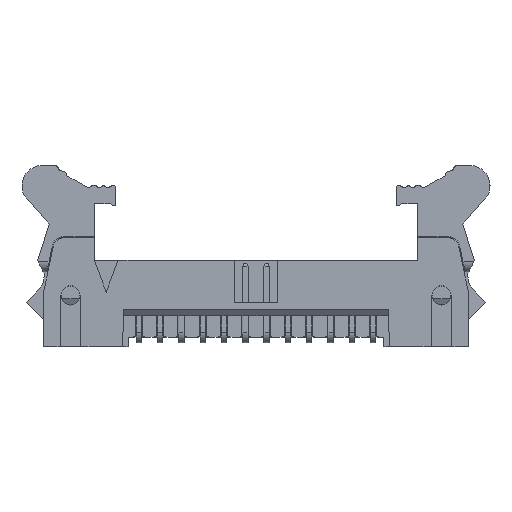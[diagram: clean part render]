
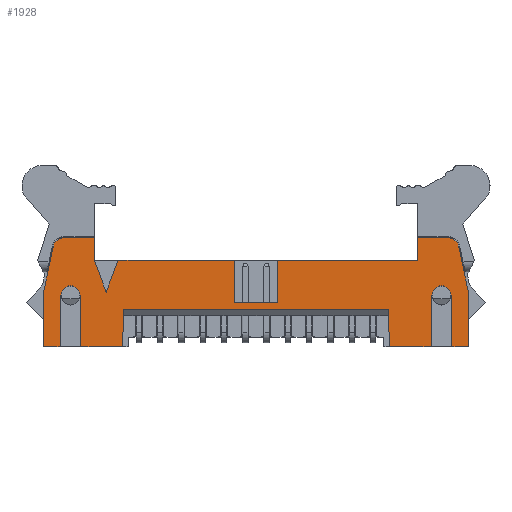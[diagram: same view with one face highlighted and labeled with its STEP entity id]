
A CAD part, front view. The second image highlights one B-rep face of the part: STEP entity #1928.
In plain terms, the highlighted planar face has unit normal (0, -1, 0).
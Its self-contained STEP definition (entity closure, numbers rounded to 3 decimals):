
#35=CARTESIAN_POINT('',(19.95,-2.975,0.));
#36=VERTEX_POINT('',#35);
#103=CARTESIAN_POINT('',(19.95,-2.975,5.));
#104=VERTEX_POINT('',#103);
#111=CARTESIAN_POINT('',(19.95,-2.975,5.));
#112=DIRECTION('',(0.,0.,-1.));
#113=VECTOR('',#112,5.);
#114=LINE('',#111,#113);
#115=EDGE_CURVE('',#104,#36,#114,.T.);
#181=CARTESIAN_POINT('',(15.15,-2.975,10.2));
#182=VERTEX_POINT('',#181);
#215=CARTESIAN_POINT('',(15.15,-2.975,8.1));
#216=VERTEX_POINT('',#215);
#223=CARTESIAN_POINT('',(15.15,-2.975,8.1));
#224=DIRECTION('',(0.,0.,1.));
#225=VECTOR('',#224,2.1);
#226=LINE('',#223,#225);
#227=EDGE_CURVE('',#216,#182,#226,.T.);
#412=CARTESIAN_POINT('',(12.5,-2.975,0.));
#413=VERTEX_POINT('',#412);
#420=CARTESIAN_POINT('',(12.439,-2.975,3.5));
#421=VERTEX_POINT('',#420);
#422=CARTESIAN_POINT('',(12.5,-2.975,0.));
#423=DIRECTION('',(-0.017,0.,1.));
#424=VECTOR('',#423,3.501);
#425=LINE('',#422,#424);
#426=EDGE_CURVE('',#413,#421,#425,.T.);
#540=CARTESIAN_POINT('',(16.5,-2.975,4.8));
#541=VERTEX_POINT('',#540);
#548=CARTESIAN_POINT('',(16.43,-2.975,0.));
#549=VERTEX_POINT('',#548);
#550=CARTESIAN_POINT('',(16.5,-2.975,4.8));
#551=DIRECTION('',(-0.015,0.,-1.));
#552=VECTOR('',#551,4.801);
#553=LINE('',#550,#552);
#554=EDGE_CURVE('',#541,#549,#553,.T.);
#610=CARTESIAN_POINT('',(18.37,-2.975,0.));
#611=VERTEX_POINT('',#610);
#618=CARTESIAN_POINT('',(18.3,-2.975,4.8));
#619=VERTEX_POINT('',#618);
#620=CARTESIAN_POINT('',(18.37,-2.975,0.));
#621=DIRECTION('',(-0.015,0.,1.));
#622=VECTOR('',#621,4.801);
#623=LINE('',#620,#622);
#624=EDGE_CURVE('',#611,#619,#623,.T.);
#649=CARTESIAN_POINT('',(19.95,-2.975,0.));
#650=DIRECTION('',(-1.,0.,0.));
#651=VECTOR('',#650,1.58);
#652=LINE('',#649,#651);
#653=EDGE_CURVE('',#36,#611,#652,.T.);
#658=CARTESIAN_POINT('',(16.43,-2.975,0.));
#659=DIRECTION('',(-1.,0.,0.));
#660=VECTOR('',#659,3.93);
#661=LINE('',#658,#660);
#662=EDGE_CURVE('',#549,#413,#661,.T.);
#894=CARTESIAN_POINT('',(19.013,-2.975,9.408));
#895=VERTEX_POINT('',#894);
#902=CARTESIAN_POINT('',(19.013,-2.975,9.408));
#903=DIRECTION('',(0.208,0.,-0.978));
#904=VECTOR('',#903,4.506);
#905=LINE('',#902,#904);
#906=EDGE_CURVE('',#895,#104,#905,.T.);
#957=CARTESIAN_POINT('',(17.4,-2.975,4.8));
#958=DIRECTION('',(1.,0.,0.));
#959=DIRECTION('',(0.,-1.,0.));
#960=AXIS2_PLACEMENT_3D('',#957,#959,#958);
#961=CIRCLE('',#960,0.9);
#962=EDGE_CURVE('',#619,#541,#961,.T.);
#1028=CARTESIAN_POINT('',(18.035,-2.975,10.2));
#1029=VERTEX_POINT('',#1028);
#1030=CARTESIAN_POINT('',(15.15,-2.975,10.2));
#1031=DIRECTION('',(1.,0.,0.));
#1032=VECTOR('',#1031,2.885);
#1033=LINE('',#1030,#1032);
#1034=EDGE_CURVE('',#182,#1029,#1033,.T.);
#1752=CARTESIAN_POINT('',(0.,-2.975,5.1));
#1753=DIRECTION('',(1.,0.,0.));
#1754=DIRECTION('',(0.,-1.,0.));
#1755=AXIS2_PLACEMENT_3D('',#1752,#1754,#1753);
#1756=PLANE('',#1755);
#1757=CARTESIAN_POINT('',(-19.95,-2.975,0.));
#1758=VERTEX_POINT('',#1757);
#1759=CARTESIAN_POINT('',(-18.37,-2.975,0.));
#1760=VERTEX_POINT('',#1759);
#1761=CARTESIAN_POINT('',(-19.95,-2.975,0.));
#1762=DIRECTION('',(1.,0.,0.));
#1763=VECTOR('',#1762,1.58);
#1764=LINE('',#1761,#1763);
#1765=EDGE_CURVE('',#1758,#1760,#1764,.T.);
#1766=ORIENTED_EDGE('',*,*,#1765,.T.);
#1767=CARTESIAN_POINT('',(-18.3,-2.975,4.8));
#1768=VERTEX_POINT('',#1767);
#1769=CARTESIAN_POINT('',(-18.37,-2.975,0.));
#1770=DIRECTION('',(0.015,0.,1.));
#1771=VECTOR('',#1770,4.801);
#1772=LINE('',#1769,#1771);
#1773=EDGE_CURVE('',#1760,#1768,#1772,.T.);
#1774=ORIENTED_EDGE('',*,*,#1773,.T.);
#1775=CARTESIAN_POINT('',(-16.5,-2.975,4.8));
#1776=VERTEX_POINT('',#1775);
#1777=CARTESIAN_POINT('',(-17.4,-2.975,4.8));
#1778=DIRECTION('',(-1.,0.,0.));
#1779=DIRECTION('',(0.,1.,0.));
#1780=AXIS2_PLACEMENT_3D('',#1777,#1779,#1778);
#1781=CIRCLE('',#1780,0.9);
#1782=EDGE_CURVE('',#1768,#1776,#1781,.T.);
#1783=ORIENTED_EDGE('',*,*,#1782,.T.);
#1784=CARTESIAN_POINT('',(-16.43,-2.975,0.));
#1785=VERTEX_POINT('',#1784);
#1786=CARTESIAN_POINT('',(-16.5,-2.975,4.8));
#1787=DIRECTION('',(0.015,0.,-1.));
#1788=VECTOR('',#1787,4.801);
#1789=LINE('',#1786,#1788);
#1790=EDGE_CURVE('',#1776,#1785,#1789,.T.);
#1791=ORIENTED_EDGE('',*,*,#1790,.T.);
#1792=CARTESIAN_POINT('',(-12.5,-2.975,0.));
#1793=VERTEX_POINT('',#1792);
#1794=CARTESIAN_POINT('',(-16.43,-2.975,0.));
#1795=DIRECTION('',(1.,0.,0.));
#1796=VECTOR('',#1795,3.93);
#1797=LINE('',#1794,#1796);
#1798=EDGE_CURVE('',#1785,#1793,#1797,.T.);
#1799=ORIENTED_EDGE('',*,*,#1798,.T.);
#1800=CARTESIAN_POINT('',(-12.439,-2.975,3.5));
#1801=VERTEX_POINT('',#1800);
#1802=CARTESIAN_POINT('',(-12.5,-2.975,0.));
#1803=DIRECTION('',(0.017,0.,1.));
#1804=VECTOR('',#1803,3.501);
#1805=LINE('',#1802,#1804);
#1806=EDGE_CURVE('',#1793,#1801,#1805,.T.);
#1807=ORIENTED_EDGE('',*,*,#1806,.T.);
#1808=CARTESIAN_POINT('',(-12.439,-2.975,3.5));
#1809=DIRECTION('',(1.,0.,0.));
#1810=VECTOR('',#1809,24.878);
#1811=LINE('',#1808,#1810);
#1812=EDGE_CURVE('',#1801,#421,#1811,.T.);
#1813=ORIENTED_EDGE('',*,*,#1812,.T.);
#1814=ORIENTED_EDGE('',*,*,#426,.F.);
#1815=ORIENTED_EDGE('',*,*,#662,.F.);
#1816=ORIENTED_EDGE('',*,*,#554,.F.);
#1817=ORIENTED_EDGE('',*,*,#962,.F.);
#1818=ORIENTED_EDGE('',*,*,#624,.F.);
#1819=ORIENTED_EDGE('',*,*,#653,.F.);
#1820=ORIENTED_EDGE('',*,*,#115,.F.);
#1821=ORIENTED_EDGE('',*,*,#906,.F.);
#1822=CARTESIAN_POINT('',(18.035,-2.975,9.2));
#1823=DIRECTION('',(0.,0.,1.));
#1824=DIRECTION('',(0.,1.,0.));
#1825=AXIS2_PLACEMENT_3D('',#1822,#1824,#1823);
#1826=CIRCLE('',#1825,1.);
#1827=EDGE_CURVE('',#1029,#895,#1826,.T.);
#1828=ORIENTED_EDGE('',*,*,#1827,.F.);
#1829=ORIENTED_EDGE('',*,*,#1034,.F.);
#1830=ORIENTED_EDGE('',*,*,#227,.F.);
#1831=CARTESIAN_POINT('',(2.,-2.975,8.1));
#1832=VERTEX_POINT('',#1831);
#1833=CARTESIAN_POINT('',(15.15,-2.975,8.1));
#1834=DIRECTION('',(-1.,0.,0.));
#1835=VECTOR('',#1834,13.15);
#1836=LINE('',#1833,#1835);
#1837=EDGE_CURVE('',#216,#1832,#1836,.T.);
#1838=ORIENTED_EDGE('',*,*,#1837,.T.);
#1839=CARTESIAN_POINT('',(2.,-2.975,4.1));
#1840=VERTEX_POINT('',#1839);
#1841=CARTESIAN_POINT('',(2.,-2.975,8.1));
#1842=DIRECTION('',(0.,0.,-1.));
#1843=VECTOR('',#1842,4.);
#1844=LINE('',#1841,#1843);
#1845=EDGE_CURVE('',#1832,#1840,#1844,.T.);
#1846=ORIENTED_EDGE('',*,*,#1845,.T.);
#1847=CARTESIAN_POINT('',(-2.,-2.975,4.1));
#1848=VERTEX_POINT('',#1847);
#1849=CARTESIAN_POINT('',(2.,-2.975,4.1));
#1850=DIRECTION('',(-1.,0.,0.));
#1851=VECTOR('',#1850,4.);
#1852=LINE('',#1849,#1851);
#1853=EDGE_CURVE('',#1840,#1848,#1852,.T.);
#1854=ORIENTED_EDGE('',*,*,#1853,.T.);
#1855=CARTESIAN_POINT('',(-2.,-2.975,8.1));
#1856=VERTEX_POINT('',#1855);
#1857=CARTESIAN_POINT('',(-2.,-2.975,4.1));
#1858=DIRECTION('',(0.,0.,1.));
#1859=VECTOR('',#1858,4.);
#1860=LINE('',#1857,#1859);
#1861=EDGE_CURVE('',#1848,#1856,#1860,.T.);
#1862=ORIENTED_EDGE('',*,*,#1861,.T.);
#1863=CARTESIAN_POINT('',(-12.95,-2.975,8.1));
#1864=VERTEX_POINT('',#1863);
#1865=CARTESIAN_POINT('',(-2.,-2.975,8.1));
#1866=DIRECTION('',(-1.,0.,0.));
#1867=VECTOR('',#1866,10.95);
#1868=LINE('',#1865,#1867);
#1869=EDGE_CURVE('',#1856,#1864,#1868,.T.);
#1870=ORIENTED_EDGE('',*,*,#1869,.T.);
#1871=CARTESIAN_POINT('',(-14.05,-2.975,5.1));
#1872=VERTEX_POINT('',#1871);
#1873=CARTESIAN_POINT('',(-12.95,-2.975,8.1));
#1874=DIRECTION('',(-0.344,0.,-0.939));
#1875=VECTOR('',#1874,3.195);
#1876=LINE('',#1873,#1875);
#1877=EDGE_CURVE('',#1864,#1872,#1876,.T.);
#1878=ORIENTED_EDGE('',*,*,#1877,.T.);
#1879=CARTESIAN_POINT('',(-15.15,-2.975,8.1));
#1880=VERTEX_POINT('',#1879);
#1881=CARTESIAN_POINT('',(-14.05,-2.975,5.1));
#1882=DIRECTION('',(-0.344,0.,0.939));
#1883=VECTOR('',#1882,3.195);
#1884=LINE('',#1881,#1883);
#1885=EDGE_CURVE('',#1872,#1880,#1884,.T.);
#1886=ORIENTED_EDGE('',*,*,#1885,.T.);
#1887=CARTESIAN_POINT('',(-15.15,-2.975,10.2));
#1888=VERTEX_POINT('',#1887);
#1889=CARTESIAN_POINT('',(-15.15,-2.975,8.1));
#1890=DIRECTION('',(0.,0.,1.));
#1891=VECTOR('',#1890,2.1);
#1892=LINE('',#1889,#1891);
#1893=EDGE_CURVE('',#1880,#1888,#1892,.T.);
#1894=ORIENTED_EDGE('',*,*,#1893,.T.);
#1895=CARTESIAN_POINT('',(-18.035,-2.975,10.2));
#1896=VERTEX_POINT('',#1895);
#1897=CARTESIAN_POINT('',(-15.15,-2.975,10.2));
#1898=DIRECTION('',(-1.,0.,0.));
#1899=VECTOR('',#1898,2.885);
#1900=LINE('',#1897,#1899);
#1901=EDGE_CURVE('',#1888,#1896,#1900,.T.);
#1902=ORIENTED_EDGE('',*,*,#1901,.T.);
#1903=CARTESIAN_POINT('',(-19.013,-2.975,9.408));
#1904=VERTEX_POINT('',#1903);
#1905=CARTESIAN_POINT('',(-18.035,-2.975,9.2));
#1906=DIRECTION('',(0.,0.,1.));
#1907=DIRECTION('',(0.,-1.,0.));
#1908=AXIS2_PLACEMENT_3D('',#1905,#1907,#1906);
#1909=CIRCLE('',#1908,1.);
#1910=EDGE_CURVE('',#1896,#1904,#1909,.T.);
#1911=ORIENTED_EDGE('',*,*,#1910,.T.);
#1912=CARTESIAN_POINT('',(-19.95,-2.975,5.));
#1913=VERTEX_POINT('',#1912);
#1914=CARTESIAN_POINT('',(-19.013,-2.975,9.408));
#1915=DIRECTION('',(-0.208,0.,-0.978));
#1916=VECTOR('',#1915,4.506);
#1917=LINE('',#1914,#1916);
#1918=EDGE_CURVE('',#1904,#1913,#1917,.T.);
#1919=ORIENTED_EDGE('',*,*,#1918,.T.);
#1920=CARTESIAN_POINT('',(-19.95,-2.975,5.));
#1921=DIRECTION('',(0.,0.,-1.));
#1922=VECTOR('',#1921,5.);
#1923=LINE('',#1920,#1922);
#1924=EDGE_CURVE('',#1913,#1758,#1923,.T.);
#1925=ORIENTED_EDGE('',*,*,#1924,.T.);
#1926=EDGE_LOOP('',(#1766,#1774,#1783,#1791,#1799,#1807,#1813,#1814,#1815,#1816,#1817,#1818,#1819,#1820,#1821,#1828,#1829,#1830,#1838,#1846,#1854,#1862,#1870,#1878,#1886,#1894,#1902,#1911,#1919,#1925));
#1927=FACE_OUTER_BOUND('',#1926,.T.);
#1928=ADVANCED_FACE('',(#1927),#1756,.T.);
